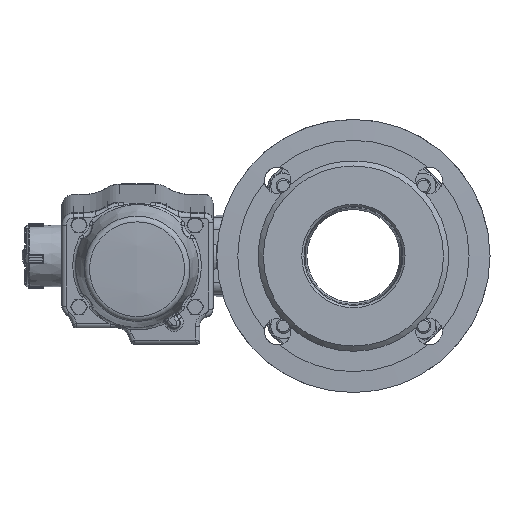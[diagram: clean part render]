
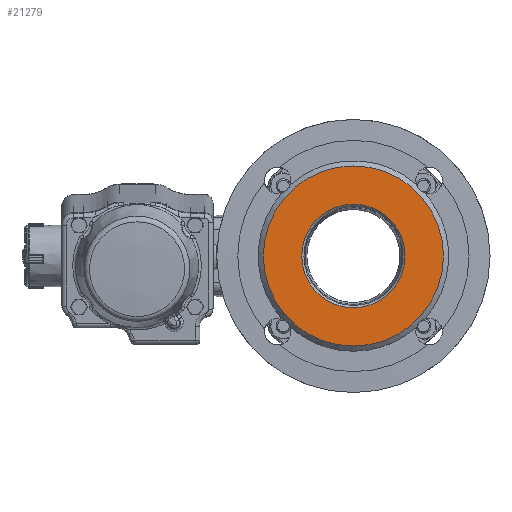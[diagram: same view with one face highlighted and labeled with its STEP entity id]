
A CAD part, left-side view. The second image highlights one B-rep face of the part: STEP entity #21279.
In plain terms, the highlighted planar face has unit normal (-1, 0, 0).
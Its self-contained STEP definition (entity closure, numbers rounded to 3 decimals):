
#1893=PLANE('',#23215);
#7217=ORIENTED_EDGE('',*,*,#10562,.F.);
#7218=ORIENTED_EDGE('',*,*,#10563,.T.);
#10562=EDGE_CURVE('',#13751,#13751,#15759,.T.);
#10563=EDGE_CURVE('',#13752,#13752,#15760,.T.);
#13751=VERTEX_POINT('',#30692);
#13752=VERTEX_POINT('',#30695);
#15759=CIRCLE('',#22268,61.);
#15760=CIRCLE('',#22270,35.);
#17667=EDGE_LOOP('',(#7217));
#17668=EDGE_LOOP('',(#7218));
#19288=FACE_BOUND('',#17667,.T.);
#19289=FACE_BOUND('',#17668,.T.);
#21279=ADVANCED_FACE('',(#19288,#19289),#1893,.F.);
#22268=AXIS2_PLACEMENT_3D('',#30691,#24732,#24733);
#22270=AXIS2_PLACEMENT_3D('',#30694,#24736,#24737);
#23215=AXIS2_PLACEMENT_3D('',#44824,#26992,#26993);
#24732=DIRECTION('',(1.,0.,0.));
#24733=DIRECTION('',(0.,0.,-1.));
#24736=DIRECTION('',(1.,0.,0.));
#24737=DIRECTION('',(0.,0.,-1.));
#26992=DIRECTION('',(1.,0.,0.));
#26993=DIRECTION('',(0.,0.,1.));
#30691=CARTESIAN_POINT('',(-92.,0.,0.));
#30692=CARTESIAN_POINT('',(-92.,0.,-61.));
#30694=CARTESIAN_POINT('',(-92.,0.,0.));
#30695=CARTESIAN_POINT('',(-92.,0.,-35.));
#44824=CARTESIAN_POINT('',(-92.,-61.,0.));
